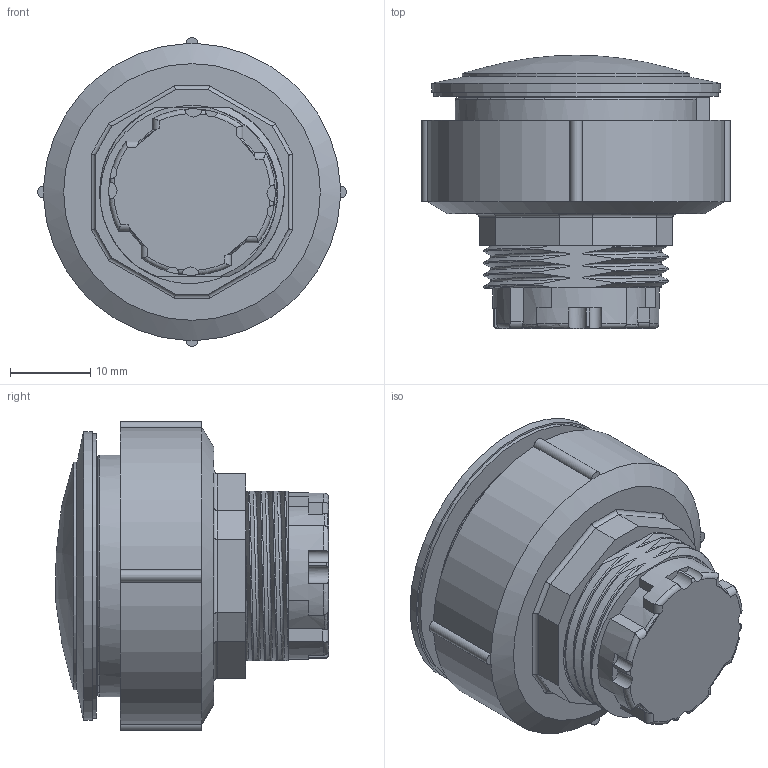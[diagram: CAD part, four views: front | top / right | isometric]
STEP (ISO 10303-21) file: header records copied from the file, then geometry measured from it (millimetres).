
FILE_DESCRIPTION(/* description */ (''),/* implementation_level */ '2;1');
FILE_NAME(/* name */ 'KRJ(M)N_ipt.stp',/* time_stamp */ '2018-04-11T10:25:21+02:00',/* author */ ('mreiber'),/* organization */ (''),/* preprocessor_version */ 'ST-DEVELOPER v16.1',/* originating_system */ 'Autodesk Inventor 2016',/* authorisation */ '');
FILE_SCHEMA (('AUTOMOTIVE_DESIGN { 1 0 10303 214 3 1 1 }'));
Length unit declared in the file: centimetre
Products named in the file (1): KRJ(M)N_ipt
Bounding box: 38.49 x 34.05 x 38.49 mm (x, y, z)
Volume: 20656.7 mm3; surface area: 8617 mm2
Topology: 1 solids, 1 shells, 199 faces, 541 edges, 356 vertices
Faces by surface type: cylinder 71, plane 63, bspline 40, torus 21, cone 3, sphere 1
Full cylindrical faces by diameter (mm): 23 x1, 24.25 x1, 28.4 x1, 29 x1, 30.2 x1, 34 x1, 35.5 x1, 36 x1
Entity records: 9269 total; most frequent: CARTESIAN_POINT 4693, ORIENTED_EDGE 1042, DIRECTION 784, EDGE_CURVE 521, VERTEX_POINT 351, AXIS2_PLACEMENT_3D 305, EDGE_LOOP 226, B_SPLINE_CURVE_WITH_KNOTS 202
